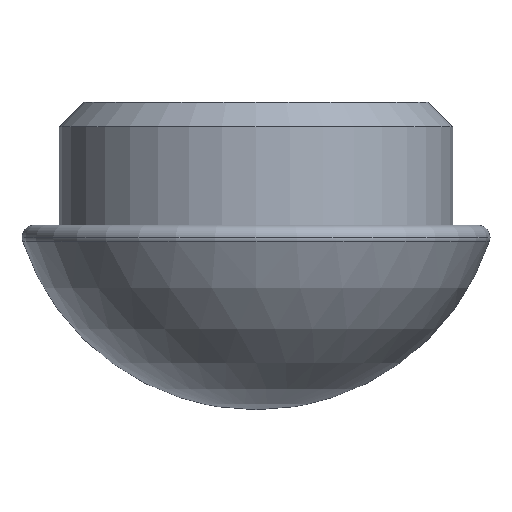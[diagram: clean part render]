
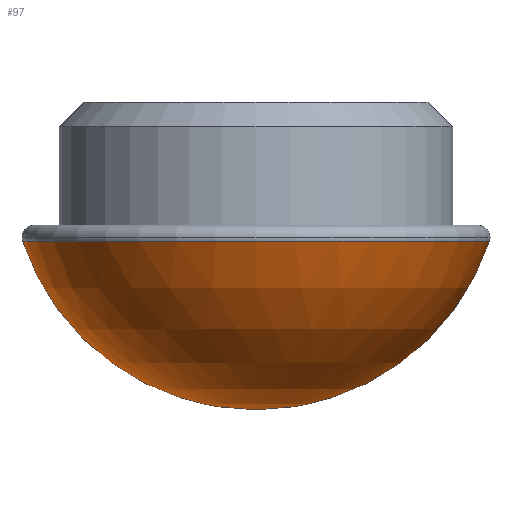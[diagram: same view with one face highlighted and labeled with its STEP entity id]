
A CAD part, front view. The second image highlights one B-rep face of the part: STEP entity #97.
In plain terms, the highlighted spherical face has radius 10 mm.
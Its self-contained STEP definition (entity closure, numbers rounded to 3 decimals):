
#97=ADVANCED_FACE('',(#197),#198,.T.);
#197=FACE_OUTER_BOUND('',#305,.T.);
#198=SPHERICAL_SURFACE('',#306,10.0);
#305=EDGE_LOOP('',(#470,#471,#472));
#306=AXIS2_PLACEMENT_3D('',#473,#474,#475);
#470=ORIENTED_EDGE('',*,*,#598,.F.);
#471=ORIENTED_EDGE('',*,*,#619,.F.);
#472=ORIENTED_EDGE('',*,*,#599,.F.);
#473=CARTESIAN_POINT('',(-5.0,-10.0,2.5));
#474=DIRECTION('',(0.,0.0,1.0));
#475=DIRECTION('',(-1.0,0.0,0.));
#598=EDGE_CURVE('',#694,#695,#696,.T.);
#599=EDGE_CURVE('',#695,#697,#698,.T.);
#619=EDGE_CURVE('',#697,#694,#730,.T.);
#694=VERTEX_POINT('',#818);
#695=VERTEX_POINT('',#819);
#696=CIRCLE('',#820,10.0);
#697=VERTEX_POINT('',#821);
#698=CIRCLE('',#822,10.0);
#730=CIRCLE('',#988,9.488);
#818=CARTESIAN_POINT('',(4.488,-10.0,-0.658));
#819=CARTESIAN_POINT('',(-5.0,-10.0,-7.5));
#820=AXIS2_PLACEMENT_3D('',#1083,#1084,#1085);
#821=CARTESIAN_POINT('',(-14.488,-10.0,-0.658));
#822=AXIS2_PLACEMENT_3D('',#1086,#1087,#1088);
#988=AXIS2_PLACEMENT_3D('',#1115,#1116,#1117);
#1083=CARTESIAN_POINT('',(-5.0,-10.0,2.5));
#1084=DIRECTION('',(0.,1.0,0.));
#1085=DIRECTION('',(0.0,0.,-1.0));
#1086=CARTESIAN_POINT('',(-5.0,-10.0,2.5));
#1087=DIRECTION('',(0.,1.0,0.));
#1088=DIRECTION('',(0.0,0.,-1.0));
#1115=CARTESIAN_POINT('',(-5.0,-10.0,-0.658));
#1116=DIRECTION('',(0.,0.0,1.0));
#1117=DIRECTION('',(1.0,0.,0.));
